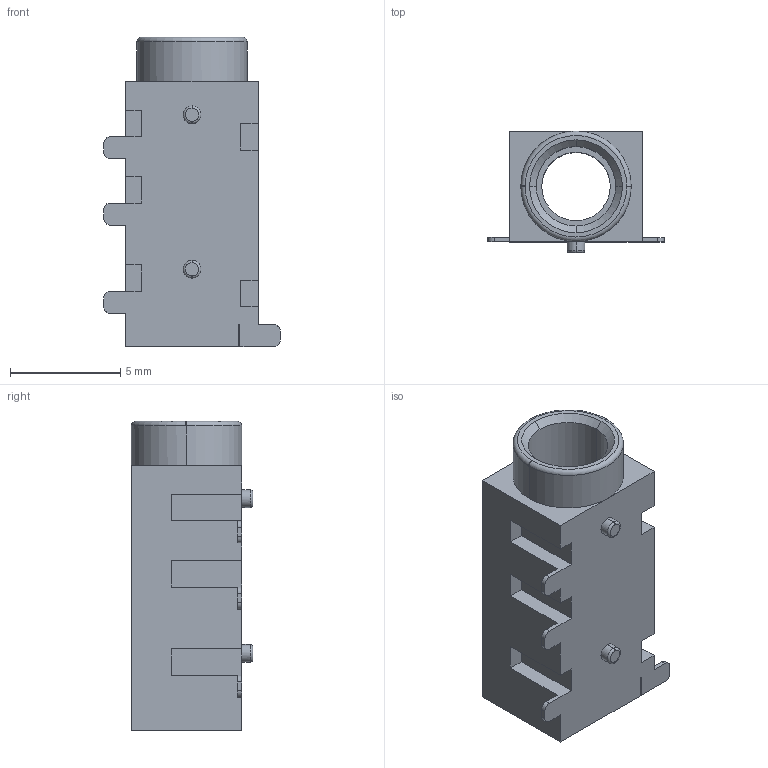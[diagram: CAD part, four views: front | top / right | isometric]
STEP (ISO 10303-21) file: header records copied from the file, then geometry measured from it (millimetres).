
FILE_DESCRIPTION(('STEP AP214'),'1');
FILE_NAME('pj-320d-y.stp','2021-03-25T09:30:33',('TraceParts'),('TraceParts S.A.'),'Spatial InterOp 3D',' ',' ');
FILE_SCHEMA(('AUTOMOTIVE_DESIGN { 1 0 10303 214 1 1 1 1 }'));
Length unit declared in the file: millimetre
Products named in the file (1): pj-320d-y
Bounding box: 8 x 5.5 x 14 mm (x, y, z)
Volume: 263.8 mm3; surface area: 555 mm2
Topology: 1 solids, 1 shells, 191 faces, 527 edges, 347 vertices
Faces by surface type: plane 145, cylinder 30, torus 12, cone 4
Entity records: 6056 total; most frequent: CARTESIAN_POINT 1066, ORIENTED_EDGE 1054, DIRECTION 1011, EDGE_CURVE 527, LINE 427, VECTOR 427, VERTEX_POINT 347, AXIS2_PLACEMENT_3D 292
